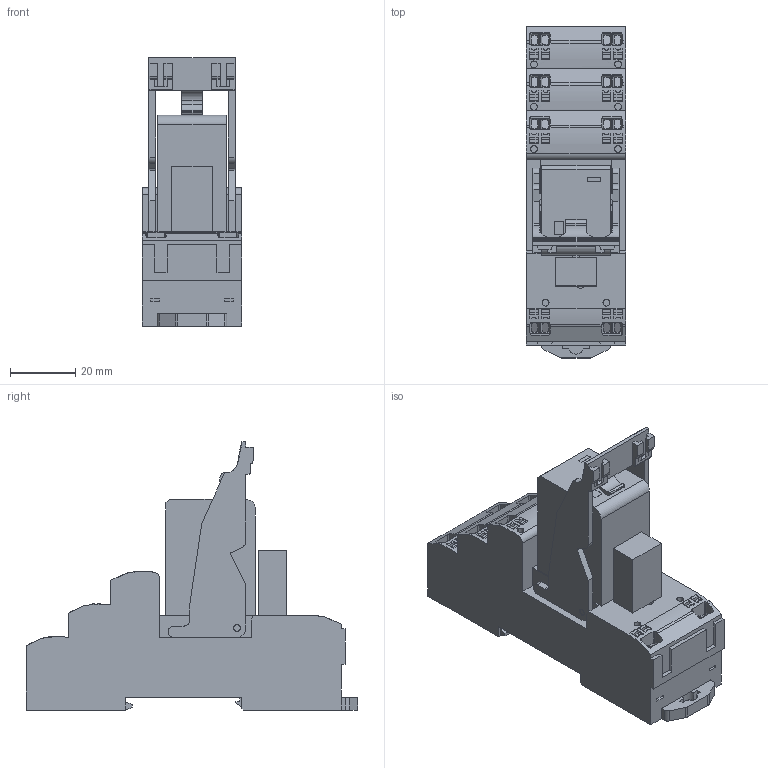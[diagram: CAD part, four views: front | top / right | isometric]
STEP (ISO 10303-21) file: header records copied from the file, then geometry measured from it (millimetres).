
FILE_DESCRIPTION(('CATIA V5R24 STEP','CAx-IF Rec.Pracs.--- Model Styling and Organization---1.2---2011-12-15'),'2;1');
FILE_NAME ('D1343361_1', '2018-10-02T13:05:55+00:00', ('Weidmueller Interface'), ('Weidmueller'), 'CATIA Version 5-6 Release 2014 SP4', 'CATIA V5 STEP AP214', 'none');
FILE_SCHEMA(('AUTOMOTIVE_DESIGN { 1 0 10303 214 1 1 1 1 }'));
Length unit declared in the file: millimetre
Products named in the file (1): 2576110000
Bounding box: 30.6 x 101.8 x 82.3 mm (x, y, z)
Volume: 109376.6 mm3; surface area: 32311.7 mm2
Topology: 29 solids, 29 shells, 1253 faces, 3842 edges, 2691 vertices
Faces by surface type: plane 980, cylinder 237, extrusion 36
Entity records: 46388 total; most frequent: CARTESIAN_POINT 12042, ORIENTED_EDGE 7684, DIRECTION 5481, EDGE_CURVE 3842, VECTOR 2906, LINE 2870, VERTEX_POINT 2691, AXIS2_PLACEMENT_3D 1514
